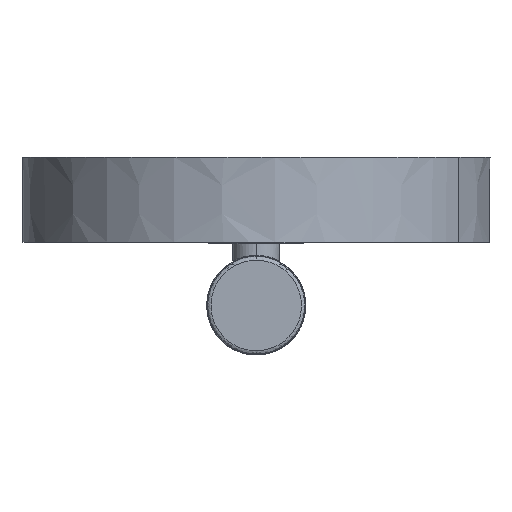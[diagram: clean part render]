
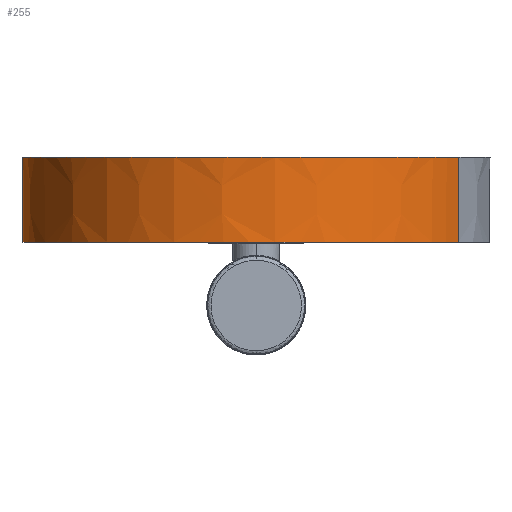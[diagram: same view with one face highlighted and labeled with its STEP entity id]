
A CAD part, left-side view. The second image highlights one B-rep face of the part: STEP entity #255.
In plain terms, the highlighted free-form (B-spline) face has degree [3, 3] with [4, 12] control points.
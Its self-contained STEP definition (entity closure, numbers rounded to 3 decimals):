
#255=ADVANCED_FACE($,(#392),#2175,.T.);
#392=FACE_OUTER_BOUND($,#529,.T.);
#529=EDGE_LOOP($,(#1292,#1293,#1294,#1295));
#1292=ORIENTED_EDGE($,*,*,#1754,.T.);
#1293=ORIENTED_EDGE($,*,*,#1753,.F.);
#1294=ORIENTED_EDGE($,*,*,#1755,.T.);
#1295=ORIENTED_EDGE($,*,*,#1756,.T.);
#1753=EDGE_CURVE($,#2098,#2097,#2679,.T.);
#1754=EDGE_CURVE($,#2099,#2097,#2680,.T.);
#1755=EDGE_CURVE($,#2098,#2100,#2681,.T.);
#1756=EDGE_CURVE($,#2100,#2099,#2682,.T.);
#2097=VERTEX_POINT($,#7001);
#2098=VERTEX_POINT($,#7002);
#2099=VERTEX_POINT($,#7003);
#2100=VERTEX_POINT($,#7004);
#2175=B_SPLINE_SURFACE_WITH_KNOTS($,3,3,((#6904,#6905,#6906,#6907,#6908,
#6909,#6910,#6911,#6912,#6913,#6914,#6915),(#6916,#6917,#6918,#6919,#6920,
#6921,#6922,#6923,#6924,#6925,#6926,#6927),(#6928,#6929,#6930,#6931,#6932,
#6933,#6934,#6935,#6936,#6937,#6938,#6939),(#6940,#6941,#6942,#6943,#6944,
#6945,#6946,#6947,#6948,#6949,#6950,#6951)),.UNSPECIFIED.,.F.,.F.,.F.,(4,
4),(4,1,1,1,1,1,1,1,1,4),(0.,43.002),(0.,22.226,44.453,
92.617,140.782,185.235,229.687,277.852,
326.017,370.469),.UNSPECIFIED.);
#2679=B_SPLINE_CURVE_WITH_KNOTS($,3,(#6859,#6860,#6861,#6862,#6863,#6864,
#6865,#6866,#6867,#6868,#6869,#6870),.UNSPECIFIED.,.F.,.F.,(4,1,1,1,1,1,
1,1,1,4),(-370.469,-326.017,-277.852,-229.687,
-185.235,-140.782,-92.617,-44.453,-22.226,
0.),.UNSPECIFIED.);
#2680=B_SPLINE_CURVE_WITH_KNOTS($,3,(#6871,#6872,#6873,#6874),.UNSPECIFIED.,
.F.,.F.,(4,4),(0.,43.002),.UNSPECIFIED.);
#2681=B_SPLINE_CURVE_WITH_KNOTS($,3,(#6875,#6876,#6877,#6878),.UNSPECIFIED.,
.F.,.F.,(4,4),(-43.002,0.),.UNSPECIFIED.);
#2682=B_SPLINE_CURVE_WITH_KNOTS($,3,(#6879,#6880,#6881,#6882,#6883,#6884,
#6885,#6886,#6887,#6888,#6889,#6890),.UNSPECIFIED.,.F.,.F.,(4,1,1,1,1,1,
1,1,1,4),(-370.469,-326.017,-277.852,-229.687,
-185.235,-140.782,-92.617,-44.453,-22.226,
0.),.UNSPECIFIED.);
#6859=CARTESIAN_POINT($,(-1519.853,102.487,80.75));
#6860=CARTESIAN_POINT($,(-1532.725,109.918,80.75));
#6861=CARTESIAN_POINT($,(-1562.497,120.29,80.75));
#6862=CARTESIAN_POINT($,(-1610.485,117.527,80.75));
#6863=CARTESIAN_POINT($,(-1653.425,95.925,80.75));
#6864=CARTESIAN_POINT($,(-1683.907,60.603,80.75));
#6865=CARTESIAN_POINT($,(-1699.257,16.542,80.75));
#6866=CARTESIAN_POINT($,(-1696.493,-31.447,80.75));
#6867=CARTESIAN_POINT($,(-1678.307,-67.607,80.75));
#6868=CARTESIAN_POINT($,(-1656.757,-90.048,80.75));
#6869=CARTESIAN_POINT($,(-1644.589,-98.699,80.75));
#6870=CARTESIAN_POINT($,(-1638.153,-102.415,80.75));
#6871=CARTESIAN_POINT($,(-1637.965,-102.09,37.75));
#6872=CARTESIAN_POINT($,(-1638.027,-102.198,52.083));
#6873=CARTESIAN_POINT($,(-1638.09,-102.307,66.417));
#6874=CARTESIAN_POINT($,(-1638.153,-102.415,80.75));
#6875=CARTESIAN_POINT($,(-1519.853,102.487,80.75));
#6876=CARTESIAN_POINT($,(-1519.915,102.378,66.417));
#6877=CARTESIAN_POINT($,(-1519.978,102.27,52.083));
#6878=CARTESIAN_POINT($,(-1520.04,102.162,37.75));
#6879=CARTESIAN_POINT($,(-1520.04,102.162,37.75));
#6880=CARTESIAN_POINT($,(-1532.872,109.57,37.75));
#6881=CARTESIAN_POINT($,(-1562.549,119.909,37.75));
#6882=CARTESIAN_POINT($,(-1610.385,117.155,37.75));
#6883=CARTESIAN_POINT($,(-1653.189,95.621,37.75));
#6884=CARTESIAN_POINT($,(-1683.574,60.411,37.75));
#6885=CARTESIAN_POINT($,(-1698.876,16.489,37.75));
#6886=CARTESIAN_POINT($,(-1696.12,-31.347,37.75));
#6887=CARTESIAN_POINT($,(-1677.992,-67.392,37.75));
#6888=CARTESIAN_POINT($,(-1656.511,-89.762,37.75));
#6889=CARTESIAN_POINT($,(-1644.381,-98.386,37.75));
#6890=CARTESIAN_POINT($,(-1637.965,-102.09,37.75));
#6904=CARTESIAN_POINT($,(-1637.965,-102.09,37.75));
#6905=CARTESIAN_POINT($,(-1644.381,-98.386,37.75));
#6906=CARTESIAN_POINT($,(-1656.511,-89.762,37.75));
#6907=CARTESIAN_POINT($,(-1677.992,-67.392,37.75));
#6908=CARTESIAN_POINT($,(-1696.12,-31.347,37.75));
#6909=CARTESIAN_POINT($,(-1698.876,16.489,37.75));
#6910=CARTESIAN_POINT($,(-1683.574,60.411,37.75));
#6911=CARTESIAN_POINT($,(-1653.189,95.621,37.75));
#6912=CARTESIAN_POINT($,(-1610.385,117.155,37.75));
#6913=CARTESIAN_POINT($,(-1562.549,119.909,37.75));
#6914=CARTESIAN_POINT($,(-1532.872,109.57,37.75));
#6915=CARTESIAN_POINT($,(-1520.04,102.162,37.75));
#6916=CARTESIAN_POINT($,(-1638.027,-102.198,52.083));
#6917=CARTESIAN_POINT($,(-1644.45,-98.49,52.083));
#6918=CARTESIAN_POINT($,(-1656.593,-89.857,52.083));
#6919=CARTESIAN_POINT($,(-1678.097,-67.463,52.083));
#6920=CARTESIAN_POINT($,(-1696.244,-31.38,52.083));
#6921=CARTESIAN_POINT($,(-1699.003,16.507,52.083));
#6922=CARTESIAN_POINT($,(-1683.685,60.475,52.083));
#6923=CARTESIAN_POINT($,(-1653.268,95.722,52.083));
#6924=CARTESIAN_POINT($,(-1610.418,117.279,52.083));
#6925=CARTESIAN_POINT($,(-1562.532,120.036,52.083));
#6926=CARTESIAN_POINT($,(-1532.823,109.686,52.083));
#6927=CARTESIAN_POINT($,(-1519.978,102.27,52.083));
#6928=CARTESIAN_POINT($,(-1638.09,-102.307,66.417));
#6929=CARTESIAN_POINT($,(-1644.52,-98.595,66.417));
#6930=CARTESIAN_POINT($,(-1656.675,-89.952,66.417));
#6931=CARTESIAN_POINT($,(-1678.202,-67.535,66.417));
#6932=CARTESIAN_POINT($,(-1696.368,-31.414,66.417));
#6933=CARTESIAN_POINT($,(-1699.13,16.524,66.417));
#6934=CARTESIAN_POINT($,(-1683.796,60.539,66.417));
#6935=CARTESIAN_POINT($,(-1653.347,95.824,66.417));
#6936=CARTESIAN_POINT($,(-1610.452,117.403,66.417));
#6937=CARTESIAN_POINT($,(-1562.514,120.163,66.417));
#6938=CARTESIAN_POINT($,(-1532.774,109.802,66.417));
#6939=CARTESIAN_POINT($,(-1519.915,102.378,66.417));
#6940=CARTESIAN_POINT($,(-1638.153,-102.415,80.75));
#6941=CARTESIAN_POINT($,(-1644.589,-98.699,80.75));
#6942=CARTESIAN_POINT($,(-1656.757,-90.048,80.75));
#6943=CARTESIAN_POINT($,(-1678.307,-67.607,80.75));
#6944=CARTESIAN_POINT($,(-1696.493,-31.447,80.75));
#6945=CARTESIAN_POINT($,(-1699.257,16.542,80.75));
#6946=CARTESIAN_POINT($,(-1683.907,60.603,80.75));
#6947=CARTESIAN_POINT($,(-1653.425,95.925,80.75));
#6948=CARTESIAN_POINT($,(-1610.485,117.527,80.75));
#6949=CARTESIAN_POINT($,(-1562.497,120.29,80.75));
#6950=CARTESIAN_POINT($,(-1532.725,109.918,80.75));
#6951=CARTESIAN_POINT($,(-1519.853,102.487,80.75));
#7001=CARTESIAN_POINT($,(-1638.153,-102.415,80.75));
#7002=CARTESIAN_POINT($,(-1519.853,102.487,80.75));
#7003=CARTESIAN_POINT($,(-1637.965,-102.09,37.75));
#7004=CARTESIAN_POINT($,(-1520.04,102.162,37.75));
